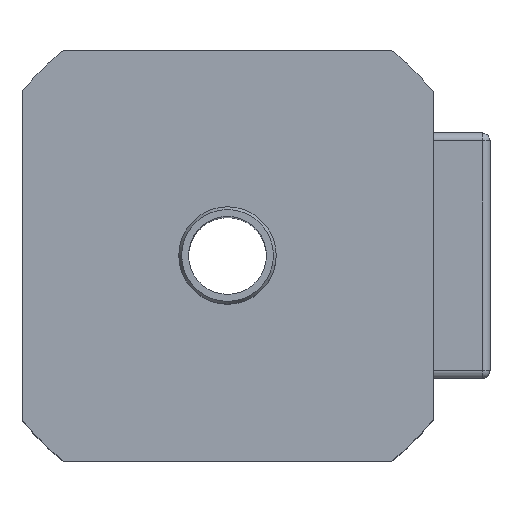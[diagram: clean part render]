
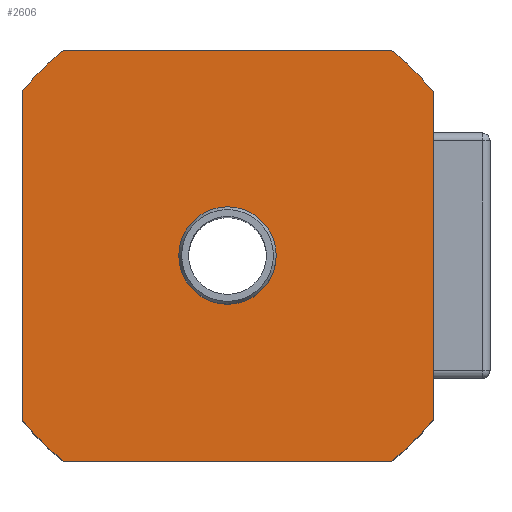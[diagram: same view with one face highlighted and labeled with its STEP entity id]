
A CAD part, top view. The second image highlights one B-rep face of the part: STEP entity #2606.
In plain terms, the highlighted planar face has unit normal (0, 0, 1).
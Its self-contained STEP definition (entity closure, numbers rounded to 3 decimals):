
#25=FACE_BOUND('',#973,.T.);
#81=PLANE('',#2808);
#289=LINE('',#4034,#584);
#319=LINE('',#4134,#614);
#320=LINE('',#4139,#615);
#321=LINE('',#4142,#616);
#584=VECTOR('',#3212,33.692);
#614=VECTOR('',#3312,33.692);
#615=VECTOR('',#3317,33.692);
#616=VECTOR('',#3320,33.692);
#822=FACE_OUTER_BOUND('',#972,.T.);
#972=EDGE_LOOP('',(#2067,#2068,#2069,#2070,#2071,#2072,#2073,#2074));
#973=EDGE_LOOP('',(#2075));
#1105=CIRCLE('',#2802,5.);
#1109=CIRCLE('',#2809,27.);
#1110=CIRCLE('',#2810,27.);
#1111=CIRCLE('',#2811,27.);
#1112=CIRCLE('',#2812,27.);
#1282=VERTEX_POINT('',#4031);
#1283=VERTEX_POINT('',#4033);
#1313=VERTEX_POINT('',#4118);
#1316=VERTEX_POINT('',#4130);
#1317=VERTEX_POINT('',#4131);
#1318=VERTEX_POINT('',#4133);
#1319=VERTEX_POINT('',#4136);
#1320=VERTEX_POINT('',#4138);
#1321=VERTEX_POINT('',#4140);
#1568=EDGE_CURVE('',#1282,#1283,#289,.T.);
#1612=EDGE_CURVE('',#1313,#1313,#1105,.T.);
#1617=EDGE_CURVE('',#1316,#1317,#1109,.T.);
#1618=EDGE_CURVE('',#1318,#1316,#319,.T.);
#1619=EDGE_CURVE('',#1283,#1318,#1110,.T.);
#1620=EDGE_CURVE('',#1319,#1282,#1111,.T.);
#1621=EDGE_CURVE('',#1320,#1319,#320,.T.);
#1622=EDGE_CURVE('',#1321,#1320,#1112,.T.);
#1623=EDGE_CURVE('',#1317,#1321,#321,.T.);
#2067=ORIENTED_EDGE('',*,*,#1617,.F.);
#2068=ORIENTED_EDGE('',*,*,#1618,.F.);
#2069=ORIENTED_EDGE('',*,*,#1619,.F.);
#2070=ORIENTED_EDGE('',*,*,#1568,.F.);
#2071=ORIENTED_EDGE('',*,*,#1620,.F.);
#2072=ORIENTED_EDGE('',*,*,#1621,.F.);
#2073=ORIENTED_EDGE('',*,*,#1622,.F.);
#2074=ORIENTED_EDGE('',*,*,#1623,.F.);
#2075=ORIENTED_EDGE('',*,*,#1612,.F.);
#2606=ADVANCED_FACE('',(#822,#25),#81,.F.);
#2802=AXIS2_PLACEMENT_3D('',#4120,#3295,#3296);
#2808=AXIS2_PLACEMENT_3D('',#4129,#3308,#3309);
#2809=AXIS2_PLACEMENT_3D('',#4132,#3310,#3311);
#2810=AXIS2_PLACEMENT_3D('',#4135,#3313,#3314);
#2811=AXIS2_PLACEMENT_3D('',#4137,#3315,#3316);
#2812=AXIS2_PLACEMENT_3D('',#4141,#3318,#3319);
#3212=DIRECTION('',(0.,-1.,0.));
#3295=DIRECTION('center_axis',(0.,0.,1.));
#3296=DIRECTION('ref_axis',(1.,0.,0.));
#3308=DIRECTION('center_axis',(0.,0.,-1.));
#3309=DIRECTION('ref_axis',(0.,-1.,0.));
#3310=DIRECTION('center_axis',(0.,0.,-1.));
#3311=DIRECTION('ref_axis',(-0.624,-0.781,0.));
#3312=DIRECTION('',(-1.,0.,0.));
#3313=DIRECTION('center_axis',(0.,0.,-1.));
#3314=DIRECTION('ref_axis',(0.781,-0.624,0.));
#3315=DIRECTION('center_axis',(0.,0.,-1.));
#3316=DIRECTION('ref_axis',(0.624,0.781,0.));
#3317=DIRECTION('',(1.,0.,0.));
#3318=DIRECTION('center_axis',(0.,0.,-1.));
#3319=DIRECTION('ref_axis',(-0.781,0.624,0.));
#3320=DIRECTION('',(0.,1.,0.));
#4031=CARTESIAN_POINT('',(21.1,16.846,39.6));
#4033=CARTESIAN_POINT('',(21.1,-16.846,39.6));
#4034=CARTESIAN_POINT('',(21.1,16.846,39.6));
#4118=CARTESIAN_POINT('',(-5.,0.,39.6));
#4120=CARTESIAN_POINT('Origin',(0.,0.,
39.6));
#4129=CARTESIAN_POINT('Origin',(0.,0.,
39.6));
#4130=CARTESIAN_POINT('',(-16.846,-21.1,39.6));
#4131=CARTESIAN_POINT('',(-21.1,-16.846,39.6));
#4132=CARTESIAN_POINT('Origin',(0.,0.,
39.6));
#4133=CARTESIAN_POINT('',(16.846,-21.1,39.6));
#4134=CARTESIAN_POINT('',(16.846,-21.1,39.6));
#4135=CARTESIAN_POINT('Origin',(0.,0.,
39.6));
#4136=CARTESIAN_POINT('',(16.846,21.1,39.6));
#4137=CARTESIAN_POINT('Origin',(0.,0.,
39.6));
#4138=CARTESIAN_POINT('',(-16.846,21.1,39.6));
#4139=CARTESIAN_POINT('',(-16.846,21.1,39.6));
#4140=CARTESIAN_POINT('',(-21.1,16.846,39.6));
#4141=CARTESIAN_POINT('Origin',(0.,0.,
39.6));
#4142=CARTESIAN_POINT('',(-21.1,-16.846,39.6));
